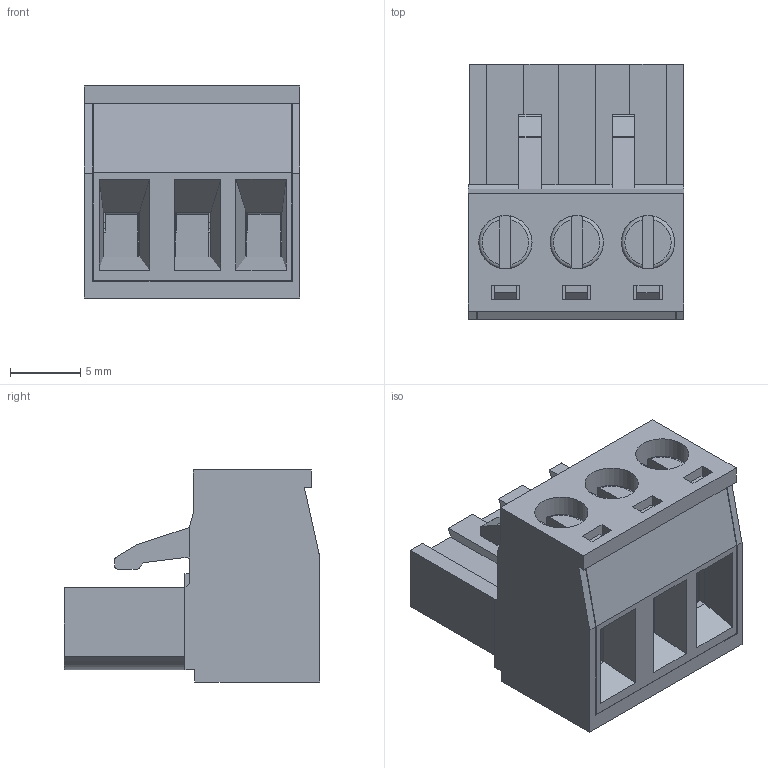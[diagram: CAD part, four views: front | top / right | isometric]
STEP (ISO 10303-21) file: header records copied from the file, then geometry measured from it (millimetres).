
FILE_DESCRIPTION(/* description */ ('Unknown'),/* implementation_level */ '2;1');
FILE_NAME(/* name */ '691351500003',/* time_stamp */ '2021-01-04T16:10:04+01:00',/* author */ ('Unknown'),/* organization */ ('Unknown'),/* preprocessor_version */ 'ST-DEVELOPER v16.7',/* originating_system */ 'DEX',/* authorisation */ $);
FILE_SCHEMA (('AUTOMOTIVE_DESIGN {1 0 10303 214 3 1 1}'));
Length unit declared in the file: millimetre
Products named in the file (6): 6913515000xx; 691351500003; 6913515000xx_CAGE; 6913515000xx_PIN; 6913515000xx_VIS; 691351500003_CAPOT
Assembly tree (11 placements, depth 2):
  6913515000xx
    691351500003
    6913515000xx_CAGE  x3
    6913515000xx_PIN  x3
    6913515000xx_VIS  x3
    691351500003_CAPOT
Bounding box: 15.34 x 18.2 x 15.1 mm (x, y, z)
Volume: 1776.9 mm3; surface area: 4973.8 mm2
Topology: 11 solids, 11 shells, 734 faces, 1996 edges, 1304 vertices
Faces by surface type: plane 544, cylinder 175, torus 9, cone 6
Full cylindrical faces by diameter (mm): 1.6 x3, 2.2 x3, 2.5 x3, 2.9 x3, 2.95 x3, 3 x3, 3.8 x6
Entity records: 15418 total; most frequent: CARTESIAN_POINT 2683, ORIENTED_EDGE 2586, DIRECTION 2462, EDGE_CURVE 1293, LINE 1100, VECTOR 1100, VERTEX_POINT 854, AXIS2_PLACEMENT_3D 681
